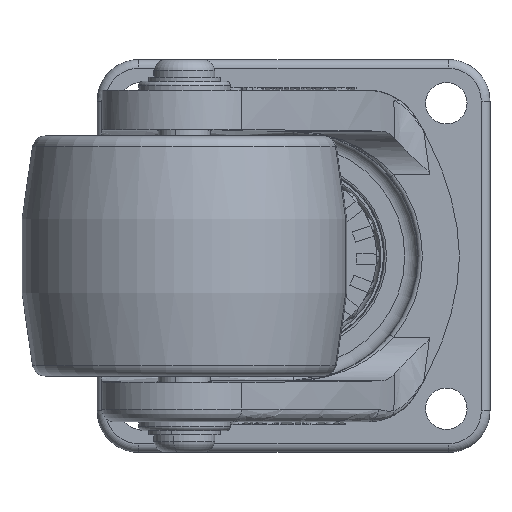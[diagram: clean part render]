
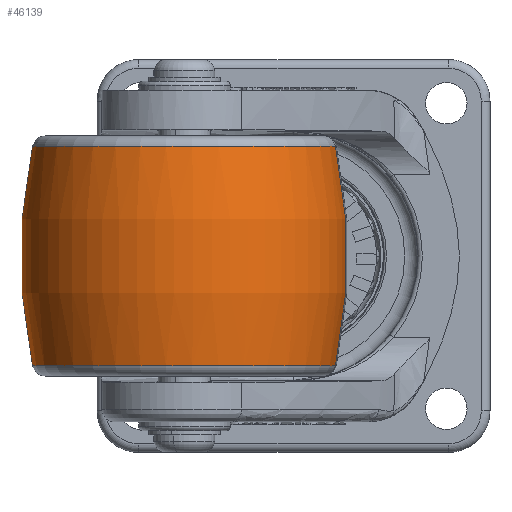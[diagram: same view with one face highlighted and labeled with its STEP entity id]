
A CAD part, front view. The second image highlights one B-rep face of the part: STEP entity #46139.
In plain terms, the highlighted toroidal (fillet/blend) face has major radius 82.5 mm and minor radius 120 mm.
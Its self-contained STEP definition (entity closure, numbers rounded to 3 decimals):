
#2371 = CIRCLE ( 'NONE', #19360, 120. ) ;
#3355 = CARTESIAN_POINT ( 'NONE',  ( 56.885, -70.458, 0. ) ) ;
#5106 = ORIENTED_EDGE ( 'NONE', *, *, #39985, .F. ) ;
#5399 = DIRECTION ( 'NONE',  ( 0.122, 0.993, 0. ) ) ;
#7650 = DIRECTION ( 'NONE',  ( 0.993, -0.122, 0. ) ) ;
#7890 = CARTESIAN_POINT ( 'NONE',  ( -25., -60.4, -25.128 ) ) ;
#7973 = CIRCLE ( 'NONE', #40814, 120. ) ;
#8240 = TOROIDAL_SURFACE ( 'NONE', #23899, -82.5, 120. ) ;
#11147 = AXIS2_PLACEMENT_3D ( 'NONE', #7890, #37629, #12158 ) ;
#12158 = DIRECTION ( 'NONE',  ( 0.993, -0.122, 0. ) ) ;
#13155 = VERTEX_POINT ( 'NONE', #17940 ) ;
#14170 = CARTESIAN_POINT ( 'NONE',  ( -25., -60.4, 0. ) ) ;
#16010 = EDGE_LOOP ( 'NONE', ( #5106, #49431, #31613, #40484 ) ) ;
#17940 = CARTESIAN_POINT ( 'NONE',  ( -59.58, -56.153, -25.128 ) ) ;
#19360 = AXIS2_PLACEMENT_3D ( 'NONE', #3355, #33100, #7650 ) ;
#20531 = DIRECTION ( 'NONE',  ( 0., 0., -1. ) ) ;
#22719 = CARTESIAN_POINT ( 'NONE',  ( 9.58, -64.647, 25.128 ) ) ;
#23719 = CARTESIAN_POINT ( 'NONE',  ( 9.58, -64.647, -25.128 ) ) ;
#23899 = AXIS2_PLACEMENT_3D ( 'NONE', #14170, #35351, #43893 ) ;
#24958 = EDGE_CURVE ( 'NONE', #13155, #34121, #35438, .T. ) ;
#30872 = CARTESIAN_POINT ( 'NONE',  ( -106.885, -50.342, 0. ) ) ;
#31613 = ORIENTED_EDGE ( 'NONE', *, *, #37216, .T. ) ;
#33100 = DIRECTION ( 'NONE',  ( -0.122, -0.993, 0. ) ) ;
#33177 = VERTEX_POINT ( 'NONE', #52224 ) ;
#34121 = VERTEX_POINT ( 'NONE', #23719 ) ;
#35145 = DIRECTION ( 'NONE',  ( -0.993, 0.122, 0. ) ) ;
#35351 = DIRECTION ( 'NONE',  ( 0., 0., -1. ) ) ;
#35438 = CIRCLE ( 'NONE', #11147, 34.84 ) ;
#37216 = EDGE_CURVE ( 'NONE', #33177, #13155, #2371, .T. ) ;
#37629 = DIRECTION ( 'NONE',  ( 0., 0., 1. ) ) ;
#38647 = CIRCLE ( 'NONE', #43173, 34.84 ) ;
#39985 = EDGE_CURVE ( 'NONE', #45519, #34121, #7973, .T. ) ;
#40484 = ORIENTED_EDGE ( 'NONE', *, *, #24958, .T. ) ;
#40814 = AXIS2_PLACEMENT_3D ( 'NONE', #30872, #5399, #35145 ) ;
#40836 = FACE_OUTER_BOUND ( 'NONE', #16010, .T. ) ;
#43173 = AXIS2_PLACEMENT_3D ( 'NONE', #45943, #20531, #50175 ) ;
#43893 = DIRECTION ( 'NONE',  ( -0.993, 0.122, 0. ) ) ;
#45519 = VERTEX_POINT ( 'NONE', #22719 ) ;
#45943 = CARTESIAN_POINT ( 'NONE',  ( -25., -60.4, 25.128 ) ) ;
#46139 = ADVANCED_FACE ( 'NONE', ( #40836 ), #8240, .T. ) ;
#48863 = EDGE_CURVE ( 'NONE', #45519, #33177, #38647, .T. ) ;
#49431 = ORIENTED_EDGE ( 'NONE', *, *, #48863, .T. ) ;
#50175 = DIRECTION ( 'NONE',  ( -0.993, 0.122, 0. ) ) ;
#52224 = CARTESIAN_POINT ( 'NONE',  ( -59.58, -56.153, 25.128 ) ) ;
